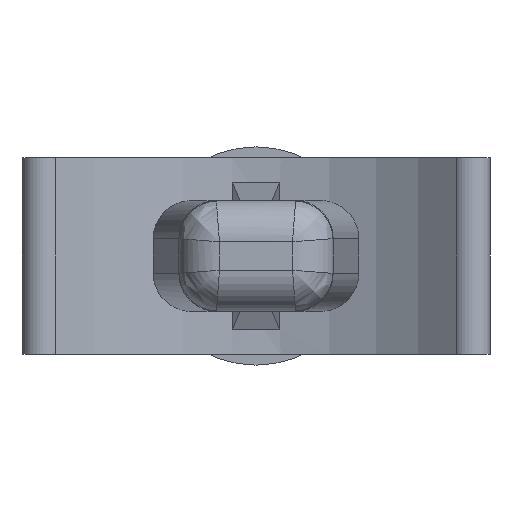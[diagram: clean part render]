
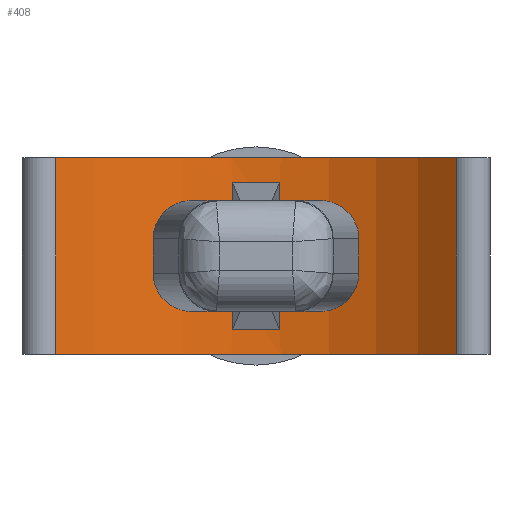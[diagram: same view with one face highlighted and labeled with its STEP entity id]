
A CAD part, front view. The second image highlights one B-rep face of the part: STEP entity #408.
In plain terms, the highlighted cylindrical face has radius 8.972 mm (diameter 17.943 mm), a partial arc.
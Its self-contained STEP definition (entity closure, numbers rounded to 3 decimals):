
#408 = ADVANCED_FACE( '', ( #819, #820 ), #821, .F. );
#819 = FACE_OUTER_BOUND( '', #2232, .T. );
#820 = FACE_BOUND( '', #2233, .T. );
#821 = CYLINDRICAL_SURFACE( '', #2234, 8.972 );
#2232 = EDGE_LOOP( '', ( #3319, #3320, #3321, #3322 ) );
#2233 = EDGE_LOOP( '', ( #3323, #3324, #3325, #3326 ) );
#2234 = AXIS2_PLACEMENT_3D( '', #3327, #3328, #3329 );
#3319 = ORIENTED_EDGE( '', *, *, #3424, .T. );
#3320 = ORIENTED_EDGE( '', *, *, #3742, .F. );
#3321 = ORIENTED_EDGE( '', *, *, #3765, .F. );
#3322 = ORIENTED_EDGE( '', *, *, #3676, .T. );
#3323 = ORIENTED_EDGE( '', *, *, #3455, .T. );
#3324 = ORIENTED_EDGE( '', *, *, #3789, .T. );
#3325 = ORIENTED_EDGE( '', *, *, #3768, .T. );
#3326 = ORIENTED_EDGE( '', *, *, #3464, .T. );
#3327 = CARTESIAN_POINT( '', ( 0., -20.072, 3.1 ) );
#3328 = DIRECTION( '', ( 0., 0., 1. ) );
#3329 = DIRECTION( '', ( -1., 0., 0. ) );
#3424 = EDGE_CURVE( '', #3929, #3927, #3930, .T. );
#3455 = EDGE_CURVE( '', #3984, #3985, #3986, .T. );
#3464 = EDGE_CURVE( '', #3999, #3984, #4000, .F. );
#3676 = EDGE_CURVE( '', #4298, #3929, #4299, .T. );
#3742 = EDGE_CURVE( '', #4379, #3927, #4381, .T. );
#3765 = EDGE_CURVE( '', #4298, #4379, #4406, .T. );
#3768 = EDGE_CURVE( '', #4409, #3999, #4410, .T. );
#3789 = EDGE_CURVE( '', #3985, #4409, #4431, .T. );
#3927 = VERTEX_POINT( '', #4607 );
#3929 = VERTEX_POINT( '', #4609 );
#3930 = CIRCLE( '', #4610, 8.972 );
#3984 = VERTEX_POINT( '', #4677 );
#3985 = VERTEX_POINT( '', #4678 );
#3986 = CIRCLE( '', #4679, 8.972 );
#3999 = VERTEX_POINT( '', #4698 );
#4000 = LINE( '', #4699, #4700 );
#4298 = VERTEX_POINT( '', #5113 );
#4299 = LINE( '', #5114, #5115 );
#4379 = VERTEX_POINT( '', #5220 );
#4381 = LINE( '', #5222, #5223 );
#4406 = CIRCLE( '', #5255, 8.972 );
#4409 = VERTEX_POINT( '', #5258 );
#4410 = CIRCLE( '', #5259, 8.972 );
#4431 = LINE( '', #5284, #5285 );
#4607 = CARTESIAN_POINT( '', ( 6.334, -13.718, -3.1 ) );
#4609 = CARTESIAN_POINT( '', ( -6.334, -13.718, -3.1 ) );
#4610 = AXIS2_PLACEMENT_3D( '', #5398, #5399, #5400 );
#4677 = CARTESIAN_POINT( '', ( -0.75, -11.131, 2.325 ) );
#4678 = CARTESIAN_POINT( '', ( 0.75, -11.131, 2.325 ) );
#4679 = AXIS2_PLACEMENT_3D( '', #5450, #5451, #5452 );
#4698 = CARTESIAN_POINT( '', ( -0.75, -11.131, -2.325 ) );
#4699 = CARTESIAN_POINT( '', ( -0.75, -11.131, 3.1 ) );
#4700 = VECTOR( '', #5459, 1000. );
#5113 = CARTESIAN_POINT( '', ( -6.334, -13.718, 3.1 ) );
#5114 = CARTESIAN_POINT( '', ( -6.334, -13.718, 3.1 ) );
#5115 = VECTOR( '', #5707, 1000. );
#5220 = CARTESIAN_POINT( '', ( 6.334, -13.718, 3.1 ) );
#5222 = CARTESIAN_POINT( '', ( 6.334, -13.718, 3.1 ) );
#5223 = VECTOR( '', #5787, 1000. );
#5255 = AXIS2_PLACEMENT_3D( '', #5807, #5808, #5809 );
#5258 = CARTESIAN_POINT( '', ( 0.75, -11.131, -2.325 ) );
#5259 = AXIS2_PLACEMENT_3D( '', #5810, #5811, #5812 );
#5284 = CARTESIAN_POINT( '', ( 0.75, -11.131, 3.1 ) );
#5285 = VECTOR( '', #5823, 1000. );
#5398 = CARTESIAN_POINT( '', ( 0., -20.072, -3.1 ) );
#5399 = DIRECTION( '', ( 0., 0., -1. ) );
#5400 = DIRECTION( '', ( 1., 0., 0. ) );
#5450 = CARTESIAN_POINT( '', ( 0., -20.072, 2.325 ) );
#5451 = DIRECTION( '', ( 0., 0., -1. ) );
#5452 = DIRECTION( '', ( -1., 0., 0. ) );
#5459 = DIRECTION( '', ( 0., 0., -1. ) );
#5707 = DIRECTION( '', ( 0., 0., -1. ) );
#5787 = DIRECTION( '', ( 0., 0., -1. ) );
#5807 = CARTESIAN_POINT( '', ( 0., -20.072, 3.1 ) );
#5808 = DIRECTION( '', ( 0., 0., -1. ) );
#5809 = DIRECTION( '', ( 1., 0., 0. ) );
#5810 = CARTESIAN_POINT( '', ( 0., -20.072, -2.325 ) );
#5811 = DIRECTION( '', ( 0., 0., 1. ) );
#5812 = DIRECTION( '', ( 1., 0., 0. ) );
#5823 = DIRECTION( '', ( 0., 0., -1. ) );
